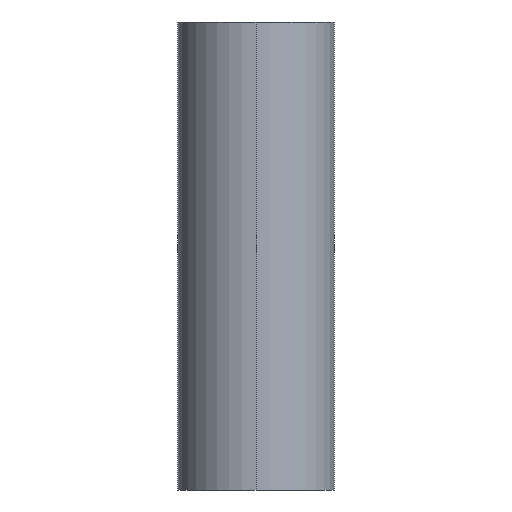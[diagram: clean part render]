
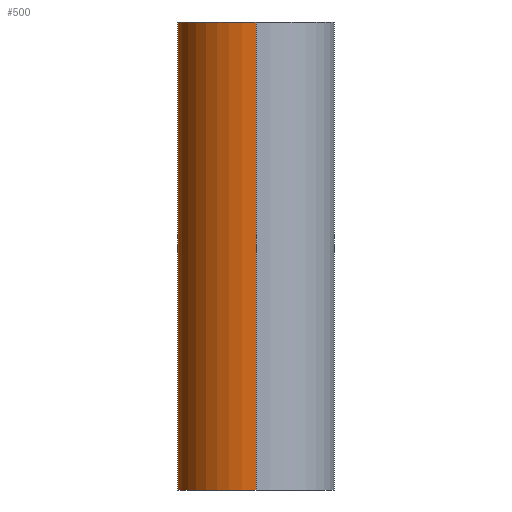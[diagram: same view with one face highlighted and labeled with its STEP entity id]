
A CAD part, left-side view. The second image highlights one B-rep face of the part: STEP entity #500.
In plain terms, the highlighted cylindrical face has radius 55 mm (diameter 110 mm), a partial arc.
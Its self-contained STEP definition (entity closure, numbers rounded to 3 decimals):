
#1 = CARTESIAN_POINT ( 'NONE',  ( 50.073, 22.755, -10.387 ) ) ;
#10 = EDGE_CURVE ( 'NONE', #468, #270, #279, .T. ) ;
#12 = CARTESIAN_POINT ( 'NONE',  ( 54.008, 10.408, -22.734 ) ) ;
#14 = CARTESIAN_POINT ( 'NONE',  ( 49.196, 24.593, 4.514 ) ) ;
#17 = CARTESIAN_POINT ( 'NONE',  ( 50.316, 22.211, 11.482 ) ) ;
#22 = ORIENTED_EDGE ( 'NONE', *, *, #477, .F. ) ;
#24 = CARTESIAN_POINT ( 'NONE',  ( 0., 0., 164.5 ) ) ;
#27 = CARTESIAN_POINT ( 'NONE',  ( 49.636, 23.701, 8.118 ) ) ;
#37 = CARTESIAN_POINT ( 'NONE',  ( -55., 0., -164.5 ) ) ;
#38 = AXIS2_PLACEMENT_3D ( 'NONE', #429, #633, #379 ) ;
#42 = VERTEX_POINT ( 'NONE', #186 ) ;
#43 = DIRECTION ( 'NONE',  ( 0., 0., 1. ) ) ;
#50 = CARTESIAN_POINT ( 'NONE',  ( 49.011, 24.958, -1.665 ) ) ;
#52 = CARTESIAN_POINT ( 'NONE',  ( 49.072, 24.838, 2.869 ) ) ;
#60 = CARTESIAN_POINT ( 'NONE',  ( 49.999, 22.915, 10.003 ) ) ;
#67 = FACE_OUTER_BOUND ( 'NONE', #524, .T. ) ;
#72 = CARTESIAN_POINT ( 'NONE',  ( 53.025, 14.625, 20.292 ) ) ;
#75 = CARTESIAN_POINT ( 'NONE',  ( 49.399, 24.183, 6.552 ) ) ;
#79 = AXIS2_PLACEMENT_3D ( 'NONE', #24, #119, #313 ) ;
#80 = ORIENTED_EDGE ( 'NONE', *, *, #10, .F. ) ;
#94 = CARTESIAN_POINT ( 'NONE',  ( 50.749, 21.208, -13.262 ) ) ;
#96 = CARTESIAN_POINT ( 'NONE',  ( 54.079, 10.031, -22.903 ) ) ;
#101 = CARTESIAN_POINT ( 'NONE',  ( 50.571, 21.628, -12.566 ) ) ;
#104 = CARTESIAN_POINT ( 'NONE',  ( -55., 0., 164.5 ) ) ;
#119 = DIRECTION ( 'NONE',  ( 0., 0., -1. ) ) ;
#133 = ORIENTED_EDGE ( 'NONE', *, *, #327, .T. ) ;
#143 = DIRECTION ( 'NONE',  ( 1., 0., 0. ) ) ;
#145 = CARTESIAN_POINT ( 'NONE',  ( 49.403, 24.176, -6.578 ) ) ;
#148 = CARTESIAN_POINT ( 'NONE',  ( 55., 0., 164.5 ) ) ;
#160 = CARTESIAN_POINT ( 'NONE',  ( 51.298, 19.861, 15.269 ) ) ;
#167 = CARTESIAN_POINT ( 'NONE',  ( 55., 0.837, 25. ) ) ;
#180 = CIRCLE ( 'NONE', #38, 55. ) ;
#184 = B_SPLINE_CURVE_WITH_KNOTS ( 'NONE', 3,
 ( #495, #387, #199, #604, #299, #248, #389, #598, #443, #96, #12, #434, #251, #393, #203, #551, #336, #501, #395, #595, #543, #94, #101, #338, #1, #385, #145, #340, #291, #50, #242, #548, #294, #52, #451, #560, #14, #75, #27, #60, #263, #255, #17, #606, #307, #160, #504, #620, #208, #359, #72, #509, #267, #397, #205, #220, #402, #556, #614, #215, #167, #364 ),
 .UNSPECIFIED., .F., .F.,
 ( 4, 2, 2, 2, 2, 2, 2, 2, 2, 2, 2, 2, 2, 2, 2, 2, 2, 2, 2, 2, 2, 2, 2, 2, 2, 2, 2, 2, 2, 2, 4 ),
 ( 0.079, 0.082, 0.083, 0.084, 0.089, 0.09, 0.092, 0.094, 0.097, 0.099, 0.104, 0.106, 0.109, 0.114, 0.116, 0.119, 0.121, 0.123, 0.124, 0.129, 0.13, 0.131, 0.134, 0.139, 0.141, 0.144, 0.146, 0.149, 0.153, 0.156, 0.158 ),
 .UNSPECIFIED. ) ;
#185 = CARTESIAN_POINT ( 'NONE',  ( 55., 0., -25. ) ) ;
#186 = CARTESIAN_POINT ( 'NONE',  ( 55., 0., -164.5 ) ) ;
#187 = CARTESIAN_POINT ( 'NONE',  ( 55., 0., 164.5 ) ) ;
#193 = DIRECTION ( 'NONE',  ( 0., 0., -1. ) ) ;
#195 = DIRECTION ( 'NONE',  ( 0., 0., -1. ) ) ;
#197 = CARTESIAN_POINT ( 'NONE',  ( 55., 0., 164.5 ) ) ;
#199 = CARTESIAN_POINT ( 'NONE',  ( 54.981, 1.652, -24.959 ) ) ;
#203 = CARTESIAN_POINT ( 'NONE',  ( 53.376, 13.283, -21.195 ) ) ;
#205 = CARTESIAN_POINT ( 'NONE',  ( 54.011, 10.412, 22.743 ) ) ;
#208 = CARTESIAN_POINT ( 'NONE',  ( 52.466, 16.515, 18.786 ) ) ;
#211 = EDGE_CURVE ( 'NONE', #42, #270, #180, .T. ) ;
#215 = CARTESIAN_POINT ( 'NONE',  ( 54.981, 1.677, 24.958 ) ) ;
#217 = VERTEX_POINT ( 'NONE', #185 ) ;
#220 = CARTESIAN_POINT ( 'NONE',  ( 54.416, 8.14, 23.695 ) ) ;
#238 = LINE ( 'NONE', #148, #259 ) ;
#242 = CARTESIAN_POINT ( 'NONE',  ( 48.99, 25., -0.84 ) ) ;
#245 = LINE ( 'NONE', #197, #475 ) ;
#248 = CARTESIAN_POINT ( 'NONE',  ( 54.846, 4.135, -24.659 ) ) ;
#251 = CARTESIAN_POINT ( 'NONE',  ( 53.783, 11.514, -22.194 ) ) ;
#255 = CARTESIAN_POINT ( 'NONE',  ( 50.234, 22.397, 11.115 ) ) ;
#258 = VERTEX_POINT ( 'NONE', #187 ) ;
#259 = VECTOR ( 'NONE', #193, 1000. ) ;
#263 = CARTESIAN_POINT ( 'NONE',  ( 50.075, 22.749, 10.376 ) ) ;
#267 = CARTESIAN_POINT ( 'NONE',  ( 53.544, 12.594, 21.612 ) ) ;
#270 = VERTEX_POINT ( 'NONE', #37 ) ;
#278 = CARTESIAN_POINT ( 'NONE',  ( 0., 0., 164.5 ) ) ;
#279 = LINE ( 'NONE', #376, #590 ) ;
#280 = EDGE_CURVE ( 'NONE', #258, #468, #557, .T. ) ;
#291 = CARTESIAN_POINT ( 'NONE',  ( 49.095, 24.793, -3.318 ) ) ;
#294 = CARTESIAN_POINT ( 'NONE',  ( 49.01, 24.96, 1.634 ) ) ;
#299 = CARTESIAN_POINT ( 'NONE',  ( 54.902, 3.312, -24.783 ) ) ;
#307 = CARTESIAN_POINT ( 'NONE',  ( 50.748, 21.211, 13.257 ) ) ;
#313 = DIRECTION ( 'NONE',  ( -1., 0., 0. ) ) ;
#318 = ORIENTED_EDGE ( 'NONE', *, *, #428, .T. ) ;
#327 = EDGE_CURVE ( 'NONE', #217, #42, #245, .T. ) ;
#334 = ORIENTED_EDGE ( 'NONE', *, *, #280, .F. ) ;
#336 = CARTESIAN_POINT ( 'NONE',  ( 52.841, 15.272, -19.81 ) ) ;
#338 = CARTESIAN_POINT ( 'NONE',  ( 50.232, 22.404, -11.123 ) ) ;
#340 = CARTESIAN_POINT ( 'NONE',  ( 49.159, 24.667, -4.149 ) ) ;
#359 = CARTESIAN_POINT ( 'NONE',  ( 52.842, 15.27, 19.811 ) ) ;
#364 = CARTESIAN_POINT ( 'NONE',  ( 55., 0., 25. ) ) ;
#366 = ORIENTED_EDGE ( 'NONE', *, *, #211, .T. ) ;
#376 = CARTESIAN_POINT ( 'NONE',  ( -55., 0., 164.5 ) ) ;
#379 = DIRECTION ( 'NONE',  ( 1., 0., 0. ) ) ;
#385 = CARTESIAN_POINT ( 'NONE',  ( 49.639, 23.695, -8.136 ) ) ;
#387 = CARTESIAN_POINT ( 'NONE',  ( 55., 0.825, -25. ) ) ;
#389 = CARTESIAN_POINT ( 'NONE',  ( 54.814, 4.543, -24.587 ) ) ;
#393 = CARTESIAN_POINT ( 'NONE',  ( 53.545, 12.59, -21.614 ) ) ;
#395 = CARTESIAN_POINT ( 'NONE',  ( 52.269, 17.126, -18.23 ) ) ;
#397 = CARTESIAN_POINT ( 'NONE',  ( 53.861, 11.159, 22.386 ) ) ;
#402 = CARTESIAN_POINT ( 'NONE',  ( 54.629, 6.577, 24.175 ) ) ;
#428 = EDGE_CURVE ( 'NONE', #258, #486, #238, .T. ) ;
#429 = CARTESIAN_POINT ( 'NONE',  ( 0., 0., -164.5 ) ) ;
#434 = CARTESIAN_POINT ( 'NONE',  ( 53.859, 11.149, -22.38 ) ) ;
#443 = CARTESIAN_POINT ( 'NONE',  ( 54.417, 8.135, -23.697 ) ) ;
#451 = CARTESIAN_POINT ( 'NONE',  ( 49.098, 24.787, 3.28 ) ) ;
#458 = CYLINDRICAL_SURFACE ( 'NONE', #79, 55. ) ;
#468 = VERTEX_POINT ( 'NONE', #104 ) ;
#475 = VECTOR ( 'NONE', #195, 1000. ) ;
#477 = EDGE_CURVE ( 'NONE', #217, #486, #184, .T. ) ;
#486 = VERTEX_POINT ( 'NONE', #517 ) ;
#495 = CARTESIAN_POINT ( 'NONE',  ( 55., 0., -25. ) ) ;
#500 = ADVANCED_FACE ( 'NONE', ( #67 ), #458, .T. ) ;
#501 = CARTESIAN_POINT ( 'NONE',  ( 52.464, 16.522, -18.78 ) ) ;
#504 = CARTESIAN_POINT ( 'NONE',  ( 51.687, 18.839, 16.514 ) ) ;
#509 = CARTESIAN_POINT ( 'NONE',  ( 53.376, 13.286, 21.192 ) ) ;
#517 = CARTESIAN_POINT ( 'NONE',  ( 55., 0., 25. ) ) ;
#524 = EDGE_LOOP ( 'NONE', ( #334, #318, #22, #133, #366, #80 ) ) ;
#543 = CARTESIAN_POINT ( 'NONE',  ( 51.299, 19.858, -15.272 ) ) ;
#547 = AXIS2_PLACEMENT_3D ( 'NONE', #278, #43, #143 ) ;
#548 = CARTESIAN_POINT ( 'NONE',  ( 48.99, 25., 0.81 ) ) ;
#551 = CARTESIAN_POINT ( 'NONE',  ( 53.025, 14.624, -20.292 ) ) ;
#556 = CARTESIAN_POINT ( 'NONE',  ( 54.849, 4.159, 24.665 ) ) ;
#557 = CIRCLE ( 'NONE', #547, 55. ) ;
#560 = CARTESIAN_POINT ( 'NONE',  ( 49.16, 24.665, 4.102 ) ) ;
#587 = DIRECTION ( 'NONE',  ( 0., 0., -1. ) ) ;
#590 = VECTOR ( 'NONE', #587, 1000. ) ;
#595 = CARTESIAN_POINT ( 'NONE',  ( 51.687, 18.84, -16.513 ) ) ;
#598 = CARTESIAN_POINT ( 'NONE',  ( 54.631, 6.568, -24.178 ) ) ;
#604 = CARTESIAN_POINT ( 'NONE',  ( 54.925, 2.896, -24.835 ) ) ;
#606 = CARTESIAN_POINT ( 'NONE',  ( 50.57, 21.63, 12.563 ) ) ;
#614 = CARTESIAN_POINT ( 'NONE',  ( 54.905, 3.34, 24.79 ) ) ;
#620 = CARTESIAN_POINT ( 'NONE',  ( 52.273, 17.115, 18.241 ) ) ;
#633 = DIRECTION ( 'NONE',  ( 0., 0., 1. ) ) ;
